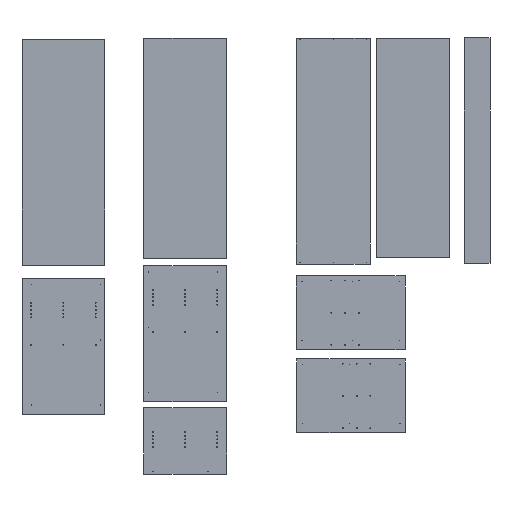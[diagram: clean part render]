
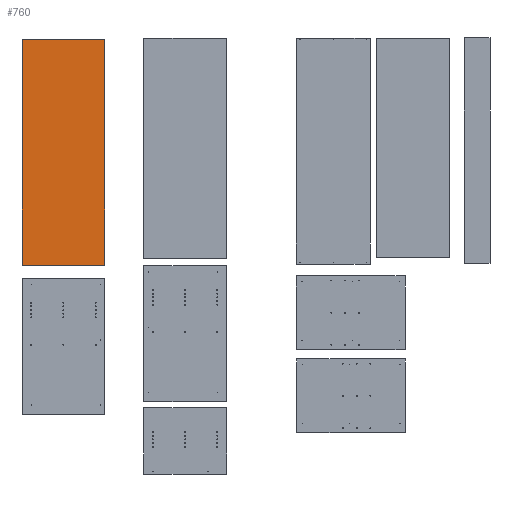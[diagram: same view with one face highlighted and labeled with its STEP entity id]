
A CAD part, front view. The second image highlights one B-rep face of the part: STEP entity #760.
In plain terms, the highlighted face is planar.
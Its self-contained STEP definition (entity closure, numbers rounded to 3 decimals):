
#537 = CARTESIAN_POINT ( 'NONE',  ( 1226.25, 136., 0. ) ) ;
#760 = ADVANCED_FACE ( 'NONE', ( #16546 ), #15464, .F. ) ;
#1357 = ORIENTED_EDGE ( 'NONE', *, *, #15677, .F. ) ;
#1480 = ORIENTED_EDGE ( 'NONE', *, *, #8664, .T. ) ;
#1893 = VECTOR ( 'NONE', #4276, 1000. ) ;
#2980 = DIRECTION ( 'NONE',  ( 0., 0., -1. ) ) ;
#4104 = CARTESIAN_POINT ( 'NONE',  ( 0., 136., 450. ) ) ;
#4276 = DIRECTION ( 'NONE',  ( -1., 0., 0. ) ) ;
#5159 = EDGE_CURVE ( 'NONE', #14951, #6469, #10796, .T. ) ;
#5404 = CARTESIAN_POINT ( 'NONE',  ( 1226.25, 136., 450. ) ) ;
#6242 = VERTEX_POINT ( 'NONE', #13492 ) ;
#6418 = ORIENTED_EDGE ( 'NONE', *, *, #5159, .T. ) ;
#6469 = VERTEX_POINT ( 'NONE', #537 ) ;
#6988 = EDGE_CURVE ( 'NONE', #6469, #6242, #17649, .T. ) ;
#7032 = CARTESIAN_POINT ( 'NONE',  ( 1.25, 136., 450. ) ) ;
#7191 = AXIS2_PLACEMENT_3D ( 'NONE', #12668, #16827, #2980 ) ;
#7341 = EDGE_LOOP ( 'NONE', ( #14473, #1480, #1357, #6418 ) ) ;
#8263 = CARTESIAN_POINT ( 'NONE',  ( 1.25, 136., 450. ) ) ;
#8569 = LINE ( 'NONE', #7032, #9808 ) ;
#8664 = EDGE_CURVE ( 'NONE', #6242, #10366, #8569, .T. ) ;
#9595 = CARTESIAN_POINT ( 'NONE',  ( 1226.25, 136., 450. ) ) ;
#9600 = LINE ( 'NONE', #4104, #1893 ) ;
#9808 = VECTOR ( 'NONE', #12493, 1000. ) ;
#10366 = VERTEX_POINT ( 'NONE', #8263 ) ;
#10796 = LINE ( 'NONE', #5404, #12905 ) ;
#12314 = DIRECTION ( 'NONE',  ( 0., 0., -1. ) ) ;
#12493 = DIRECTION ( 'NONE',  ( 0., 0., 1. ) ) ;
#12668 = CARTESIAN_POINT ( 'NONE',  ( 0., 136., 450. ) ) ;
#12905 = VECTOR ( 'NONE', #12314, 1000. ) ;
#13492 = CARTESIAN_POINT ( 'NONE',  ( 1.25, 136., 0. ) ) ;
#13667 = DIRECTION ( 'NONE',  ( -1., 0., 0. ) ) ;
#14473 = ORIENTED_EDGE ( 'NONE', *, *, #6988, .T. ) ;
#14858 = CARTESIAN_POINT ( 'NONE',  ( 0., 136., 0. ) ) ;
#14951 = VERTEX_POINT ( 'NONE', #9595 ) ;
#15289 = VECTOR ( 'NONE', #13667, 1000. ) ;
#15464 = PLANE ( 'NONE',  #7191 ) ;
#15677 = EDGE_CURVE ( 'NONE', #14951, #10366, #9600, .T. ) ;
#16546 = FACE_OUTER_BOUND ( 'NONE', #7341, .T. ) ;
#16827 = DIRECTION ( 'NONE',  ( 0., -1., 0. ) ) ;
#17649 = LINE ( 'NONE', #14858, #15289 ) ;
